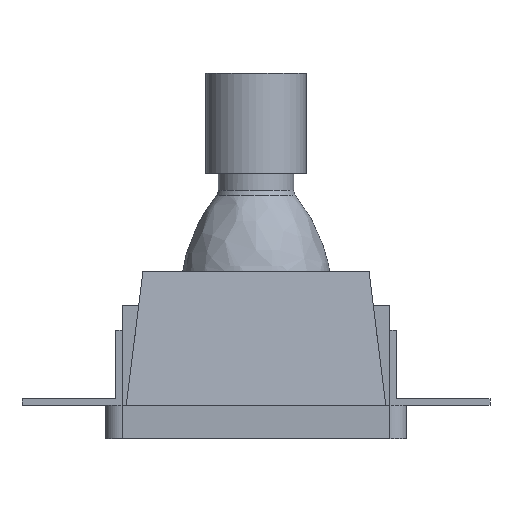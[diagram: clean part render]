
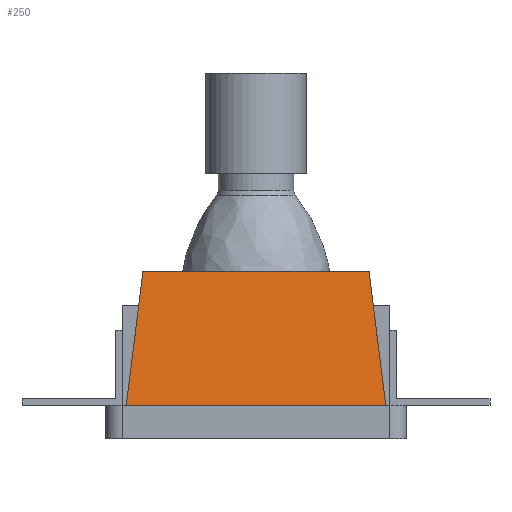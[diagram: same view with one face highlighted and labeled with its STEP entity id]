
A CAD part, front view. The second image highlights one B-rep face of the part: STEP entity #250.
In plain terms, the highlighted free-form (B-spline) face has degree [1, 1] with [2, 2] control points.
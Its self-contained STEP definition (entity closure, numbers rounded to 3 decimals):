
#11=B_SPLINE_SURFACE_WITH_KNOTS('',1,1,((#6871,#6872),(#6873,#6874)),
 .UNSPECIFIED.,.F.,.F.,.F.,(2,2),(2,2),(-60.95,0.),(-12.453,
72.453),.UNSPECIFIED.);
#250=ADVANCED_FACE('',(#435),#11,.T.);
#435=FACE_OUTER_BOUND('',#616,.T.);
#616=EDGE_LOOP('',(#1215,#1216,#1217,#1218));
#1215=ORIENTED_EDGE('',*,*,#1661,.F.);
#1216=ORIENTED_EDGE('',*,*,#1665,.T.);
#1217=ORIENTED_EDGE('',*,*,#1708,.F.);
#1218=ORIENTED_EDGE('',*,*,#1666,.F.);
#1661=EDGE_CURVE('',#2308,#2309,#1869,.T.);
#1665=EDGE_CURVE('',#2308,#2313,#1873,.T.);
#1666=EDGE_CURVE('',#2309,#2312,#1874,.T.);
#1708=EDGE_CURVE('',#2312,#2313,#1907,.T.);
#1869=B_SPLINE_CURVE_WITH_KNOTS('',1,(#7054,#7055),.UNSPECIFIED.,.F.,.F.,
(2,2),(-83.828,-6.172),.UNSPECIFIED.);
#1873=B_SPLINE_CURVE_WITH_KNOTS('',3,(#7062,#7063,#7064,#7065,#7066,#7067,
#7068),.UNSPECIFIED.,.F.,.F.,(4,3,4),(9.446,50.,57.674),
 .UNSPECIFIED.);
#1874=B_SPLINE_CURVE_WITH_KNOTS('',3,(#7069,#7070,#7071,#7072,#7073,#7074,
#7075),.UNSPECIFIED.,.F.,.F.,(4,3,4),(-48.228,-7.674,
0.),.UNSPECIFIED.);
#1907=B_SPLINE_CURVE_WITH_KNOTS('',1,(#7183,#7184,#7185,#7186),
 .UNSPECIFIED.,.F.,.F.,(2,1,1,2),(0.,8.828,68.828,
77.656),.UNSPECIFIED.);
#2308=VERTEX_POINT('',#6990);
#2309=VERTEX_POINT('',#6991);
#2312=VERTEX_POINT('',#6994);
#2313=VERTEX_POINT('',#6995);
#6871=CARTESIAN_POINT('',(-33.828,-33.828,50.));
#6872=CARTESIAN_POINT('',(33.828,-33.828,50.));
#6873=CARTESIAN_POINT('',(-42.453,-39.923,1.24));
#6874=CARTESIAN_POINT('',(42.453,-39.923,1.24));
#6990=CARTESIAN_POINT('',(38.828,-38.828,10.));
#6991=CARTESIAN_POINT('',(-38.828,-38.828,10.));
#6994=CARTESIAN_POINT('',(-33.828,-33.828,50.));
#6995=CARTESIAN_POINT('',(33.828,-33.828,50.));
#7054=CARTESIAN_POINT('',(38.828,-38.828,10.));
#7055=CARTESIAN_POINT('',(-38.828,-38.828,10.));
#7062=CARTESIAN_POINT('',(38.828,-38.828,10.));
#7063=CARTESIAN_POINT('',(37.476,-37.476,20.814));
#7064=CARTESIAN_POINT('',(36.124,-36.124,31.629));
#7065=CARTESIAN_POINT('',(34.772,-34.772,42.443));
#7066=CARTESIAN_POINT('',(34.458,-34.458,44.962));
#7067=CARTESIAN_POINT('',(34.143,-34.143,47.481));
#7068=CARTESIAN_POINT('',(33.828,-33.828,50.));
#7069=CARTESIAN_POINT('',(-38.828,-38.828,10.));
#7070=CARTESIAN_POINT('',(-37.476,-37.476,20.814));
#7071=CARTESIAN_POINT('',(-36.124,-36.124,31.629));
#7072=CARTESIAN_POINT('',(-34.772,-34.772,42.443));
#7073=CARTESIAN_POINT('',(-34.458,-34.458,44.962));
#7074=CARTESIAN_POINT('',(-34.143,-34.143,47.481));
#7075=CARTESIAN_POINT('',(-33.828,-33.828,50.));
#7183=CARTESIAN_POINT('',(-33.828,-33.828,50.));
#7184=CARTESIAN_POINT('',(-25.,-33.828,50.));
#7185=CARTESIAN_POINT('',(25.,-33.828,50.));
#7186=CARTESIAN_POINT('',(33.828,-33.828,50.));
